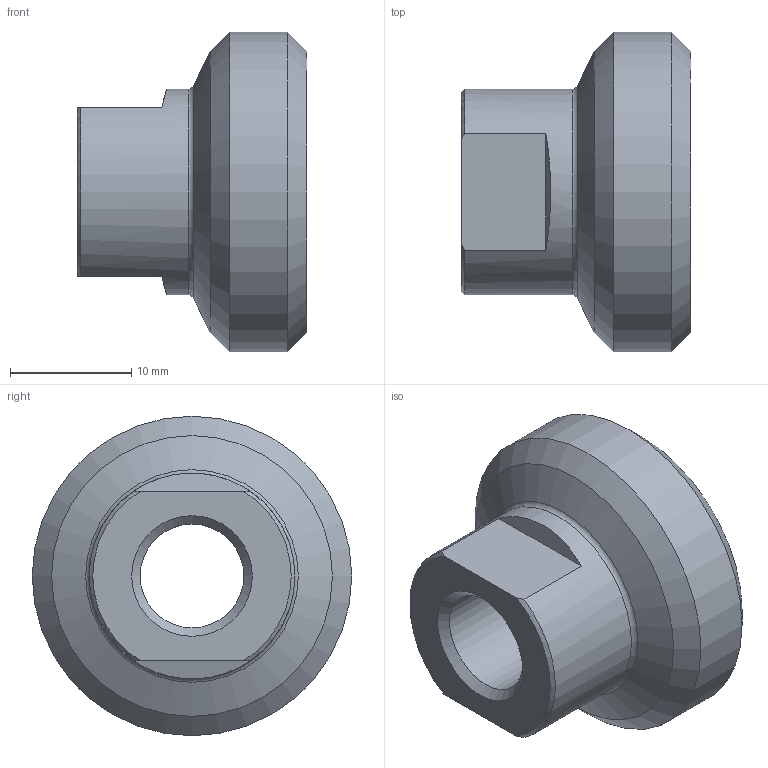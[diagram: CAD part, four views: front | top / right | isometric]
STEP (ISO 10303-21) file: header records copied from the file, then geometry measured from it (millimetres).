
FILE_DESCRIPTION(/* description */ (''),/* implementation_level */ '2;1');
FILE_NAME(/* name */ '3D_R666-G-DN6-DN20_17113510.stp',/* time_stamp */ '2021-06-21T13:36:52+02:00',/* author */ ('cad'),/* organization */ (''),/* preprocessor_version */ 'ST-DEVELOPER v18.1',/* originating_system */ 'Autodesk Inventor 2022',/* authorisation */ '');
FILE_SCHEMA (('AUTOMOTIVE_DESIGN { 1 0 10303 214 3 1 1 }'));
Length unit declared in the file: millimetre
Products named in the file (1): 3D_R666-G-DN6-DN20_17113510
Bounding box: 19 x 26.4 x 26.4 mm (x, y, z)
Volume: 5567 mm3; surface area: 2483.4 mm2
Topology: 1 solids, 1 shells, 17 faces, 44 edges, 29 vertices
Faces by surface type: cone 7, plane 6, cylinder 3, torus 1
Full cylindrical faces by diameter (mm): 8.566 x1, 17 x1, 26.4 x1
Entity records: 575 total; most frequent: DIRECTION 100, CARTESIAN_POINT 99, ORIENTED_EDGE 88, EDGE_CURVE 44, AXIS2_PLACEMENT_3D 42, VERTEX_POINT 29, CIRCLE 22, EDGE_LOOP 19
